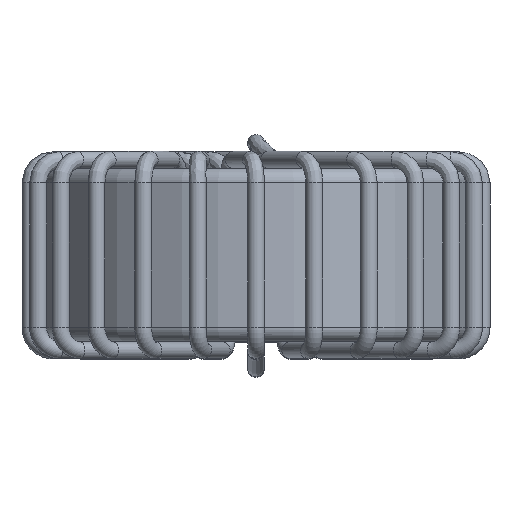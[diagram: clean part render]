
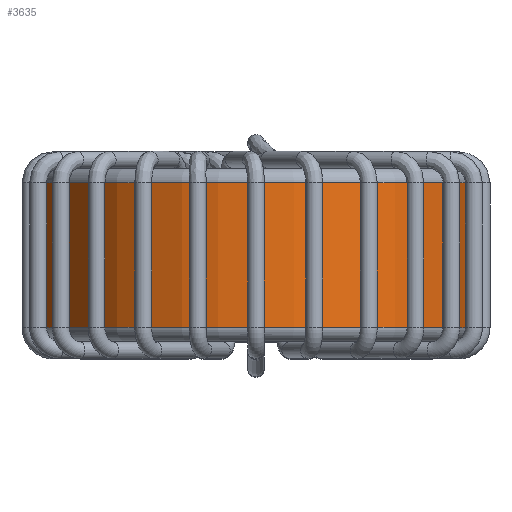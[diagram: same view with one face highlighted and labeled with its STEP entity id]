
A CAD part, top view. The second image highlights one B-rep face of the part: STEP entity #3635.
In plain terms, the highlighted cylindrical face has radius 7.7 mm (diameter 15.4 mm), a full revolution.
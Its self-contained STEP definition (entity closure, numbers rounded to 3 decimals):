
#519=ORIENTED_EDGE('',*,*,#727,.T.);
#520=ORIENTED_EDGE('',*,*,#728,.T.);
#727=EDGE_CURVE('',#927,#927,#1127,.T.);
#728=EDGE_CURVE('',#928,#928,#1128,.T.);
#927=VERTEX_POINT('',#9855);
#928=VERTEX_POINT('',#9857);
#1127=CIRCLE('',#3992,7.7);
#1128=CIRCLE('',#3993,7.7);
#1519=EDGE_LOOP('',(#519));
#1520=EDGE_LOOP('',(#520));
#1919=FACE_BOUND('',#1519,.T.);
#1920=FACE_BOUND('',#1520,.T.);
#2030=CYLINDRICAL_SURFACE('',#3991,7.7);
#3635=ADVANCED_FACE('',(#1919,#1920),#2030,.T.);
#3991=AXIS2_PLACEMENT_3D('',#9853,#4684,#4685);
#3992=AXIS2_PLACEMENT_3D('',#9854,#4686,#4687);
#3993=AXIS2_PLACEMENT_3D('',#9856,#4688,#4689);
#4684=DIRECTION('',(0.,-1.,0.));
#4685=DIRECTION('',(0.,0.,-1.));
#4686=DIRECTION('',(0.,1.,0.));
#4687=DIRECTION('',(0.,0.,1.));
#4688=DIRECTION('',(0.,-1.,0.));
#4689=DIRECTION('',(0.,0.,-1.));
#9853=CARTESIAN_POINT('',(0.,0.,0.));
#9854=CARTESIAN_POINT('',(0.,-2.57,0.));
#9855=CARTESIAN_POINT('',(0.,-2.57,7.7));
#9856=CARTESIAN_POINT('',(0.,2.57,0.));
#9857=CARTESIAN_POINT('',(0.,2.57,-7.7));
